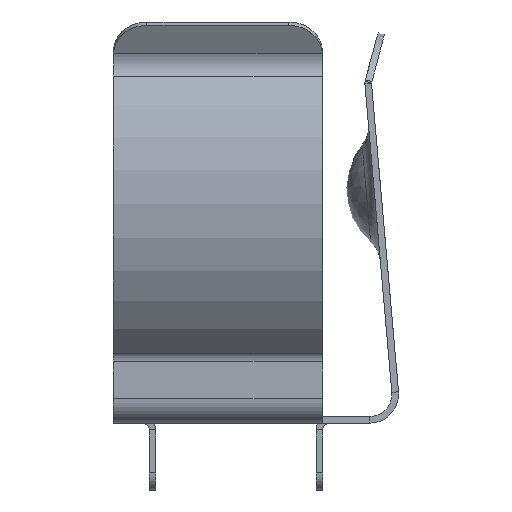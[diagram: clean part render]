
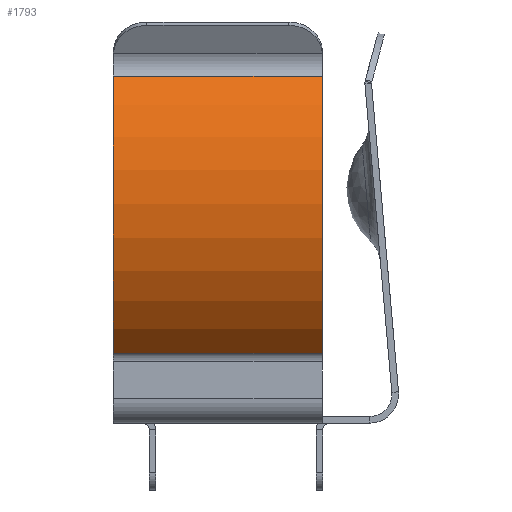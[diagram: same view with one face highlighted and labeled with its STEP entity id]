
A CAD part, front view. The second image highlights one B-rep face of the part: STEP entity #1793.
In plain terms, the highlighted cylindrical face has radius 9.305 mm (diameter 18.61 mm), a partial arc.
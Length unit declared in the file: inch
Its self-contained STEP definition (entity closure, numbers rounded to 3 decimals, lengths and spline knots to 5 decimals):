
#98=LINE('',#2720,#275);
#99=LINE('',#2723,#276);
#275=VECTOR('',#2141,39.37008);
#276=VECTOR('',#2144,39.37008);
#452=CYLINDRICAL_SURFACE('',#1922,0.36633);
#498=FACE_OUTER_BOUND('',#607,.T.);
#607=EDGE_LOOP('',(#1255,#1256,#1257,#1258));
#728=CIRCLE('',#1923,0.36633);
#729=CIRCLE('',#1924,0.36633);
#812=VERTEX_POINT('',#2716);
#813=VERTEX_POINT('',#2717);
#814=VERTEX_POINT('',#2719);
#815=VERTEX_POINT('',#2721);
#980=EDGE_CURVE('',#812,#813,#728,.T.);
#981=EDGE_CURVE('',#814,#813,#98,.T.);
#982=EDGE_CURVE('',#815,#814,#729,.T.);
#983=EDGE_CURVE('',#815,#812,#99,.T.);
#1255=ORIENTED_EDGE('',*,*,#980,.T.);
#1256=ORIENTED_EDGE('',*,*,#981,.F.);
#1257=ORIENTED_EDGE('',*,*,#982,.F.);
#1258=ORIENTED_EDGE('',*,*,#983,.T.);
#1793=ADVANCED_FACE('',(#498),#452,.T.);
#1922=AXIS2_PLACEMENT_3D('',#2715,#2137,#2138);
#1923=AXIS2_PLACEMENT_3D('',#2718,#2139,#2140);
#1924=AXIS2_PLACEMENT_3D('',#2722,#2142,#2143);
#2137=DIRECTION('center_axis',(-1.,0.,0.));
#2138=DIRECTION('ref_axis',(0.,-1.,0.));
#2139=DIRECTION('center_axis',(-1.,0.,0.));
#2140=DIRECTION('ref_axis',(0.,-1.,0.));
#2141=DIRECTION('',(1.,0.,0.));
#2142=DIRECTION('center_axis',(-1.,0.,0.));
#2143=DIRECTION('ref_axis',(0.,-1.,0.));
#2144=DIRECTION('',(1.,0.,0.));
#2715=CARTESIAN_POINT('Origin',(-0.1875,0.01,0.4057));
#2716=CARTESIAN_POINT('',(0.1875,-0.22611,0.12561));
#2717=CARTESIAN_POINT('',(0.1875,-0.28484,0.62311));
#2718=CARTESIAN_POINT('Origin',(0.1875,0.01,0.4057));
#2719=CARTESIAN_POINT('',(-0.1875,-0.28484,0.62311));
#2720=CARTESIAN_POINT('',(0.1875,-0.28484,0.62311));
#2721=CARTESIAN_POINT('',(-0.1875,-0.22611,0.12561));
#2722=CARTESIAN_POINT('Origin',(-0.1875,0.01,0.4057));
#2723=CARTESIAN_POINT('',(0.1875,-0.22611,0.12561));
